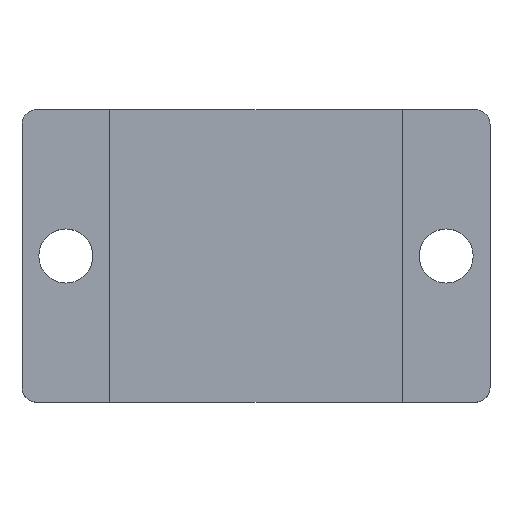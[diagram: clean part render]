
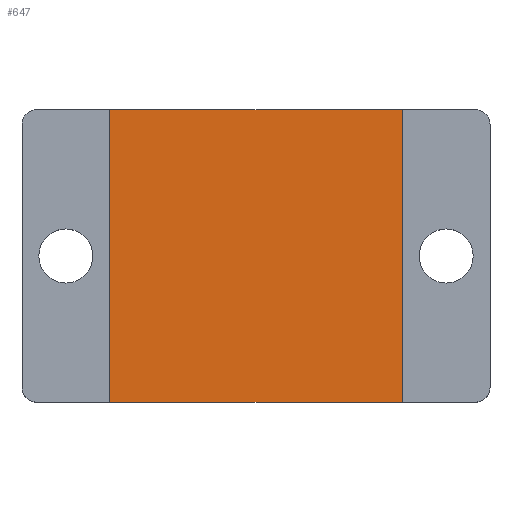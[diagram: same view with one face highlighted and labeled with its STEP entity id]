
A CAD part, top view. The second image highlights one B-rep face of the part: STEP entity #647.
In plain terms, the highlighted planar face has unit normal (0, 0, 1).
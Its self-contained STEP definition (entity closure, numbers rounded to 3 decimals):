
#8 = EDGE_LOOP ( 'NONE', ( #116, #124, #135, #109 ) ) ;
#31 = AXIS2_PLACEMENT_3D ( 'NONE', #500, #510, #511 ) ;
#109 = ORIENTED_EDGE ( 'NONE', *, *, #588, .T. ) ;
#116 = ORIENTED_EDGE ( 'NONE', *, *, #579, .T. ) ;
#124 = ORIENTED_EDGE ( 'NONE', *, *, #575, .T. ) ;
#135 = ORIENTED_EDGE ( 'NONE', *, *, #576, .T. ) ;
#186 = FACE_OUTER_BOUND ( 'NONE', #8, .T. ) ;
#187 = VECTOR ( 'NONE', #373, 1000. ) ;
#188 = LINE ( 'NONE', #367, #196 ) ;
#189 = LINE ( 'NONE', #378, #194 ) ;
#194 = VECTOR ( 'NONE', #381, 1000. ) ;
#196 = VECTOR ( 'NONE', #369, 1000. ) ;
#197 = LINE ( 'NONE', #372, #187 ) ;
#198 = LINE ( 'NONE', #368, #292 ) ;
#292 = VECTOR ( 'NONE', #371, 1000. ) ;
#333 = VERTEX_POINT ( 'NONE', #361 ) ;
#334 = VERTEX_POINT ( 'NONE', #362 ) ;
#335 = VERTEX_POINT ( 'NONE', #363 ) ;
#336 = VERTEX_POINT ( 'NONE', #364 ) ;
#361 = CARTESIAN_POINT ( 'NONE',  ( 10., -10., 0.8 ) ) ;
#362 = CARTESIAN_POINT ( 'NONE',  ( -10., -10., 0.8 ) ) ;
#363 = CARTESIAN_POINT ( 'NONE',  ( -10., 10., 0.8 ) ) ;
#364 = CARTESIAN_POINT ( 'NONE',  ( 10., 10., 0.8 ) ) ;
#367 = CARTESIAN_POINT ( 'NONE',  ( -10., -10., 0.8 ) ) ;
#368 = CARTESIAN_POINT ( 'NONE',  ( 10., 10., 0.8 ) ) ;
#369 = DIRECTION ( 'NONE',  ( 1., 0., 0. ) ) ;
#371 = DIRECTION ( 'NONE',  ( 0., 1., 0. ) ) ;
#372 = CARTESIAN_POINT ( 'NONE',  ( -10., 10., 0.8 ) ) ;
#373 = DIRECTION ( 'NONE',  ( 0., -1., 0. ) ) ;
#378 = CARTESIAN_POINT ( 'NONE',  ( -10., 10., 0.8 ) ) ;
#381 = DIRECTION ( 'NONE',  ( -1., 0., 0. ) ) ;
#500 = CARTESIAN_POINT ( 'NONE',  ( -10., -10., 0.8 ) ) ;
#505 = PLANE ( 'NONE',  #31 ) ;
#510 = DIRECTION ( 'NONE',  ( 0., 0., 1. ) ) ;
#511 = DIRECTION ( 'NONE',  ( 1., 0., 0. ) ) ;
#575 = EDGE_CURVE ( 'NONE', #334, #333, #188, .T. ) ;
#576 = EDGE_CURVE ( 'NONE', #333, #336, #198, .T. ) ;
#579 = EDGE_CURVE ( 'NONE', #335, #334, #197, .T. ) ;
#588 = EDGE_CURVE ( 'NONE', #336, #335, #189, .T. ) ;
#647 = ADVANCED_FACE ( 'NONE', ( #186 ), #505, .T. ) ;
